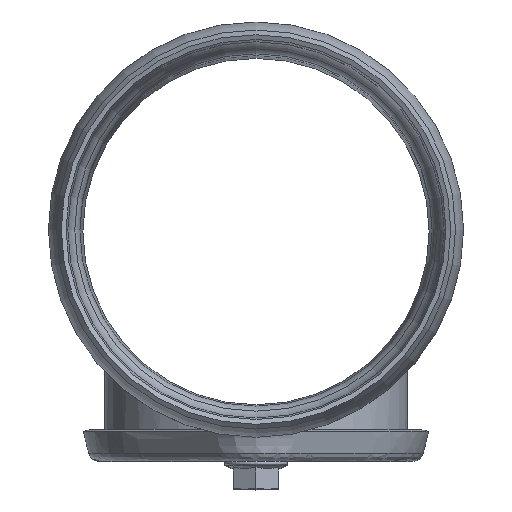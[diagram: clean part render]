
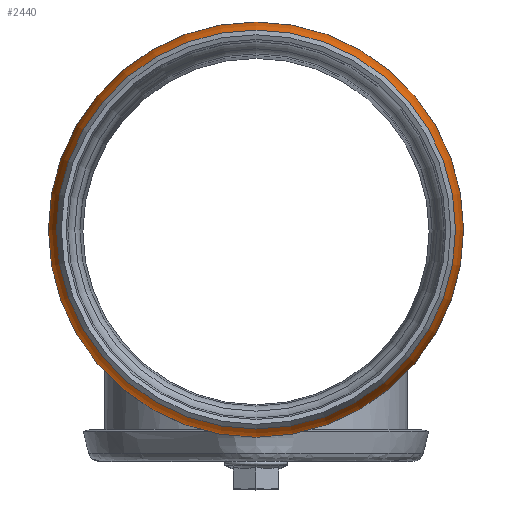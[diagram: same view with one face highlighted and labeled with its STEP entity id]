
A CAD part, top view. The second image highlights one B-rep face of the part: STEP entity #2440.
In plain terms, the highlighted toroidal (fillet/blend) face has major radius 344 mm and minor radius 245 mm.
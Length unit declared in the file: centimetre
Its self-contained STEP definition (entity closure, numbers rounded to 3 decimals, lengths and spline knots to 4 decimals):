
#110=TOROIDAL_SURFACE('',#3010,34.4,24.5);
#393=FACE_OUTER_BOUND('',#575,.T.);
#575=EDGE_LOOP('',(#2142,#2143,#2144,#2145,#2146,#2147));
#752=CIRCLE('',#3008,56.6045);
#753=CIRCLE('',#3009,56.6045);
#754=CIRCLE('',#3011,24.5);
#755=CIRCLE('',#3012,58.9);
#756=CIRCLE('',#3013,58.9);
#1009=VERTEX_POINT('',#20419);
#1010=VERTEX_POINT('',#20421);
#1011=VERTEX_POINT('',#20425);
#1012=VERTEX_POINT('',#20427);
#1391=EDGE_CURVE('',#1009,#1010,#752,.T.);
#1392=EDGE_CURVE('',#1010,#1009,#753,.T.);
#1393=EDGE_CURVE('',#1010,#1011,#754,.T.);
#1394=EDGE_CURVE('',#1011,#1012,#755,.T.);
#1395=EDGE_CURVE('',#1012,#1011,#756,.T.);
#2142=ORIENTED_EDGE('',*,*,#1391,.F.);
#2143=ORIENTED_EDGE('',*,*,#1392,.F.);
#2144=ORIENTED_EDGE('',*,*,#1393,.T.);
#2145=ORIENTED_EDGE('',*,*,#1394,.T.);
#2146=ORIENTED_EDGE('',*,*,#1395,.T.);
#2147=ORIENTED_EDGE('',*,*,#1393,.F.);
#2440=ADVANCED_FACE('',(#393),#110,.T.);
#3008=AXIS2_PLACEMENT_3D('',#20422,#3775,#3776);
#3009=AXIS2_PLACEMENT_3D('',#20423,#3777,#3778);
#3010=AXIS2_PLACEMENT_3D('',#20424,#3779,#3780);
#3011=AXIS2_PLACEMENT_3D('',#20426,#3781,#3782);
#3012=AXIS2_PLACEMENT_3D('',#20428,#3783,#3784);
#3013=AXIS2_PLACEMENT_3D('',#20429,#3785,#3786);
#3775=DIRECTION('center_axis',(0.,0.,1.));
#3776=DIRECTION('ref_axis',(1.,0.,0.));
#3777=DIRECTION('center_axis',(0.,0.,1.));
#3778=DIRECTION('ref_axis',(1.,0.,0.));
#3779=DIRECTION('center_axis',(0.,0.,1.));
#3780=DIRECTION('ref_axis',(0.,-1.,0.));
#3781=DIRECTION('center_axis',(-1.,0.,0.));
#3782=DIRECTION('ref_axis',(0.,1.,0.));
#3783=DIRECTION('center_axis',(0.,0.,1.));
#3784=DIRECTION('ref_axis',(1.,0.,0.));
#3785=DIRECTION('center_axis',(0.,0.,1.));
#3786=DIRECTION('ref_axis',(1.,0.,0.));
#20419=CARTESIAN_POINT('',(-56.6045,0.,332.1155));
#20421=CARTESIAN_POINT('',(0.,56.6045,332.1155));
#20422=CARTESIAN_POINT('Origin',(0.,0.,332.1155));
#20423=CARTESIAN_POINT('Origin',(0.,0.,332.1155));
#20424=CARTESIAN_POINT('Origin',(0.,0.,321.7613));
#20425=CARTESIAN_POINT('',(0.,58.9,321.7613));
#20426=CARTESIAN_POINT('Origin',(0.,34.4,321.7613));
#20427=CARTESIAN_POINT('',(-58.9,0.,321.7613));
#20428=CARTESIAN_POINT('Origin',(0.,0.,321.7613));
#20429=CARTESIAN_POINT('Origin',(0.,0.,321.7613));
